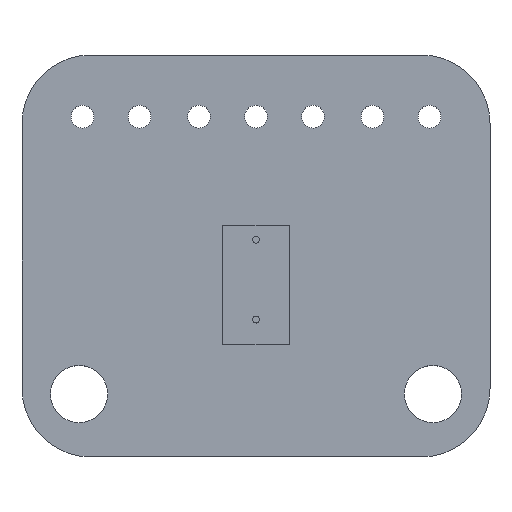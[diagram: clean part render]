
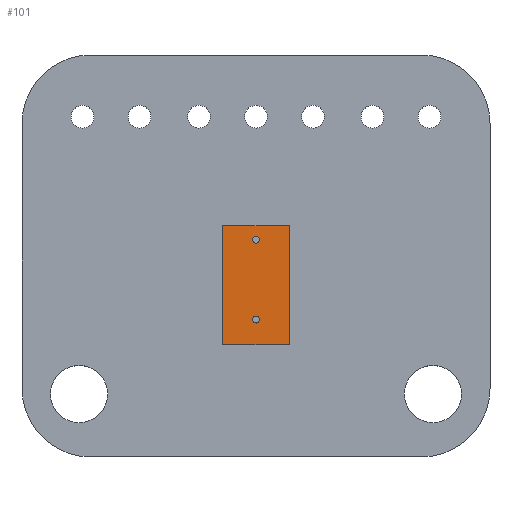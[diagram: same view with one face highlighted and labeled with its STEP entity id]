
A CAD part, top view. The second image highlights one B-rep face of the part: STEP entity #101.
In plain terms, the highlighted planar face has unit normal (0, 0, 1).
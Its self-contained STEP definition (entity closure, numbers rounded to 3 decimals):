
#101=ADVANCED_FACE('',(#221,#222,#223),#224,.T.);
#221=FACE_BOUND('',#378,.T.);
#222=FACE_BOUND('',#379,.T.);
#223=FACE_OUTER_BOUND('',#380,.T.);
#224=PLANE('',#381);
#378=EDGE_LOOP('',(#610,#611));
#379=EDGE_LOOP('',(#612,#613));
#380=EDGE_LOOP('',(#614,#615,#616,#617));
#381=AXIS2_PLACEMENT_3D('',#618,#619,#620);
#610=ORIENTED_EDGE('',*,*,#891,.T.);
#611=ORIENTED_EDGE('',*,*,#954,.T.);
#612=ORIENTED_EDGE('',*,*,#955,.T.);
#613=ORIENTED_EDGE('',*,*,#956,.T.);
#614=ORIENTED_EDGE('',*,*,#957,.F.);
#615=ORIENTED_EDGE('',*,*,#898,.F.);
#616=ORIENTED_EDGE('',*,*,#958,.F.);
#617=ORIENTED_EDGE('',*,*,#959,.F.);
#618=CARTESIAN_POINT('',(98.681,871.598,367.248));
#619=DIRECTION('',(0.0,0.0,1.0));
#620=DIRECTION('',(1.0,0.0,0.0));
#891=EDGE_CURVE('',#1054,#1058,#1060,.T.);
#898=EDGE_CURVE('',#1069,#1070,#1071,.T.);
#954=EDGE_CURVE('',#1058,#1054,#1165,.T.);
#955=EDGE_CURVE('',#1166,#1167,#1168,.T.);
#956=EDGE_CURVE('',#1167,#1166,#1169,.T.);
#957=EDGE_CURVE('',#1070,#1170,#1171,.T.);
#958=EDGE_CURVE('',#1172,#1069,#1173,.T.);
#959=EDGE_CURVE('',#1170,#1172,#1174,.T.);
#1054=VERTEX_POINT('',#1291);
#1058=VERTEX_POINT('',#1296);
#1060=CIRCLE('',#1299,0.15);
#1069=VERTEX_POINT('',#1308);
#1070=VERTEX_POINT('',#1309);
#1071=LINE('',#1310,#1311);
#1165=CIRCLE('',#1430,0.15);
#1166=VERTEX_POINT('',#1431);
#1167=VERTEX_POINT('',#1432);
#1168=CIRCLE('',#1433,0.15);
#1169=CIRCLE('',#1434,0.15);
#1170=VERTEX_POINT('',#1435);
#1171=LINE('',#1436,#1437);
#1172=VERTEX_POINT('',#1438);
#1173=LINE('',#1439,#1440);
#1174=LINE('',#1441,#1442);
#1291=CARTESIAN_POINT('',(98.831,873.598,367.248));
#1296=CARTESIAN_POINT('',(98.531,873.598,367.248));
#1299=AXIS2_PLACEMENT_3D('',#1575,#1576,#1577);
#1308=CARTESIAN_POINT('',(100.131,868.992,367.248));
#1309=CARTESIAN_POINT('',(97.231,868.992,367.248));
#1310=CARTESIAN_POINT('',(97.231,868.992,367.248));
#1311=VECTOR('',#1587,10.0);
#1430=AXIS2_PLACEMENT_3D('',#1667,#1668,#1669);
#1431=CARTESIAN_POINT('',(98.831,870.098,367.248));
#1432=CARTESIAN_POINT('',(98.531,870.098,367.248));
#1433=AXIS2_PLACEMENT_3D('',#1670,#1671,#1672);
#1434=AXIS2_PLACEMENT_3D('',#1673,#1674,#1675);
#1435=CARTESIAN_POINT('',(97.231,874.204,367.248));
#1436=CARTESIAN_POINT('',(97.231,874.204,367.248));
#1437=VECTOR('',#1676,10.0);
#1438=CARTESIAN_POINT('',(100.131,874.204,367.248));
#1439=CARTESIAN_POINT('',(100.131,868.992,367.248));
#1440=VECTOR('',#1677,10.0);
#1441=CARTESIAN_POINT('',(100.131,874.204,367.248));
#1442=VECTOR('',#1678,10.0);
#1575=CARTESIAN_POINT('',(98.681,873.598,367.248));
#1576=DIRECTION('',(0.0,0.0,-1.0));
#1577=DIRECTION('',(1.0,0.0,0.0));
#1587=DIRECTION('',(-1.0,-0.0,-0.0));
#1667=CARTESIAN_POINT('',(98.681,873.598,367.248));
#1668=DIRECTION('',(0.0,0.0,-1.0));
#1669=DIRECTION('',(1.0,0.0,0.0));
#1670=CARTESIAN_POINT('',(98.681,870.098,367.248));
#1671=DIRECTION('',(0.0,0.0,-1.0));
#1672=DIRECTION('',(1.0,0.0,0.0));
#1673=CARTESIAN_POINT('',(98.681,870.098,367.248));
#1674=DIRECTION('',(0.0,0.0,-1.0));
#1675=DIRECTION('',(1.0,0.0,0.0));
#1676=DIRECTION('',(0.0,1.0,0.0));
#1677=DIRECTION('',(-0.0,-1.0,-0.0));
#1678=DIRECTION('',(1.0,0.0,0.0));
